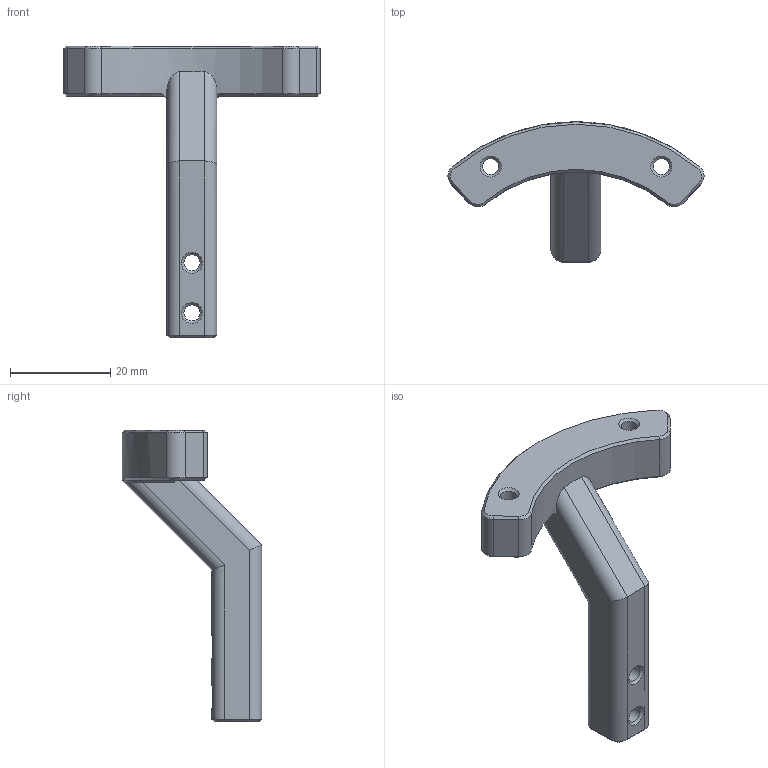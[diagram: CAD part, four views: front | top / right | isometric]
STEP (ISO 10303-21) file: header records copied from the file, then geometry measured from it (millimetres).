
FILE_DESCRIPTION(/* description */ (''),/* implementation_level */ '2;1');
FILE_NAME(/* name */ 'radial mount backside.step',/* time_stamp */ '2025-08-21T23:56:42+02:00',/* author */ (''),/* organization */ (''),/* preprocessor_version */ 'ST-DEVELOPER v20.1',/* originating_system */ 'Autodesk Translation Framework v14.10.0.0',/* authorisation */ '');
FILE_SCHEMA (('AUTOMOTIVE_DESIGN { 1 0 10303 214 3 1 1 }'));
Length unit declared in the file: millimetre
Products named in the file (1): ver 2 backside L2
Bounding box: 51.14 x 27.95 x 58.3 mm (x, y, z)
Volume: 9873.2 mm3; surface area: 4533.7 mm2
Topology: 1 solids, 1 shells, 140 faces, 350 edges, 214 vertices
Faces by surface type: plane 76, cone 26, bspline 20, cylinder 18
Full cylindrical faces by diameter (mm): 3.2 x4
Entity records: 4527 total; most frequent: CARTESIAN_POINT 1320, ORIENTED_EDGE 700, DIRECTION 580, EDGE_CURVE 350, LINE 220, VECTOR 220, VERTEX_POINT 214, AXIS2_PLACEMENT_3D 180
